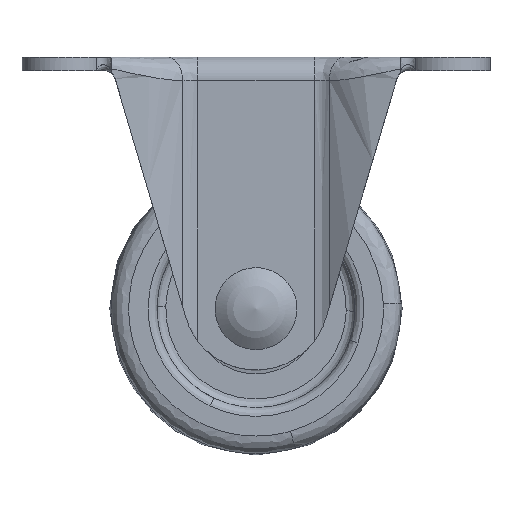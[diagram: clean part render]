
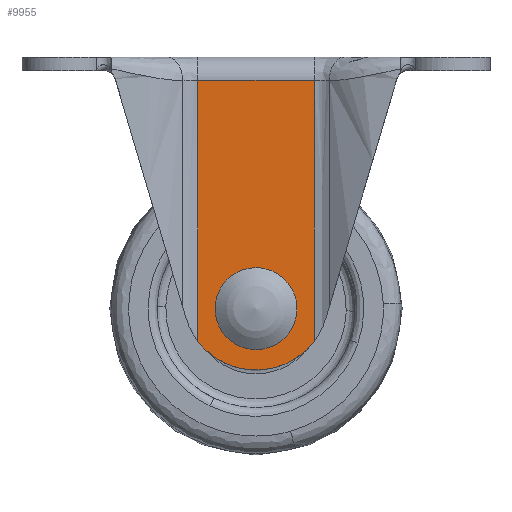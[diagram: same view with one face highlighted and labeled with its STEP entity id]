
A CAD part, front view. The second image highlights one B-rep face of the part: STEP entity #9955.
In plain terms, the highlighted free-form (B-spline) face has degree [1, 1] with [2, 2] control points.
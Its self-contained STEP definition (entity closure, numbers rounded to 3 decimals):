
#3637=CARTESIAN_POINT('',(-4.,-18.0,-42.965));
#3638=VERTEX_POINT('',#3637);
#3644=CARTESIAN_POINT('',(0.0,-18.0,-47.0));
#3645=VERTEX_POINT('',#3644);
#3646=CARTESIAN_POINT('',(-4.,-18.0,-42.965));
#3647=CARTESIAN_POINT('',(-4.0,-18.0,-42.983));
#3648=CARTESIAN_POINT('',(-4.0,-18.0,-43.0));
#3649=CARTESIAN_POINT('',(-4.,-18.,-47.));
#3650=CARTESIAN_POINT('',(0.0,-18.0,-47.0));
#3658=(BOUNDED_CURVE()B_SPLINE_CURVE(2,(#3646,#3647,#3648,#3649,#3650),.UNSPECIFIED.,.F.,.U.)B_SPLINE_CURVE_WITH_KNOTS((3,2,3),(0.248,0.25,0.5),.UNSPECIFIED.)CURVE()GEOMETRIC_REPRESENTATION_ITEM()RATIONAL_B_SPLINE_CURVE((0.996,0.998,1.0,0.707,1.0))REPRESENTATION_ITEM(''));
#3659=EDGE_CURVE('',#3638,#3645,#3658,.T.);
#3661=CARTESIAN_POINT('',(3.969,-18.0,-43.497));
#3662=VERTEX_POINT('',#3661);
#3663=CARTESIAN_POINT('',(0.0,-18.0,-47.0));
#3664=CARTESIAN_POINT('',(3.531,-18.,-47.));
#3665=CARTESIAN_POINT('',(3.969,-18.,-43.497));
#3673=(BOUNDED_CURVE()B_SPLINE_CURVE(2,(#3663,#3664,#3665),.UNSPECIFIED.,.F.,.U.)B_SPLINE_CURVE_WITH_KNOTS((3,3),(0.5,0.729),.UNSPECIFIED.)CURVE()GEOMETRIC_REPRESENTATION_ITEM()RATIONAL_B_SPLINE_CURVE((1.0,0.732,0.954))REPRESENTATION_ITEM(''));
#3674=EDGE_CURVE('',#3645,#3662,#3673,.T.);
#3724=CARTESIAN_POINT('',(0.0,-18.0,-39.));
#3725=VERTEX_POINT('',#3724);
#3726=CARTESIAN_POINT('',(3.969,-18.,-43.497));
#3727=CARTESIAN_POINT('',(4.0,-18.,-43.249));
#3728=CARTESIAN_POINT('',(4.0,-18.0,-43.0));
#3729=CARTESIAN_POINT('',(4.,-18.,-39.));
#3730=CARTESIAN_POINT('',(0.0,-18.0,-39.));
#3738=(BOUNDED_CURVE()B_SPLINE_CURVE(2,(#3726,#3727,#3728,#3729,#3730),.UNSPECIFIED.,.F.,.U.)B_SPLINE_CURVE_WITH_KNOTS((3,2,3),(0.729,0.75,1.0),.UNSPECIFIED.)CURVE()GEOMETRIC_REPRESENTATION_ITEM()RATIONAL_B_SPLINE_CURVE((0.954,0.975,1.0,0.707,1.0))REPRESENTATION_ITEM(''));
#3739=EDGE_CURVE('',#3662,#3725,#3738,.T.);
#3741=CARTESIAN_POINT('',(0.0,-18.0,-39.));
#3742=CARTESIAN_POINT('',(-3.965,-18.,-39.));
#3743=CARTESIAN_POINT('',(-4.,-18.,-42.965));
#3751=(BOUNDED_CURVE()B_SPLINE_CURVE(2,(#3741,#3742,#3743),.UNSPECIFIED.,.F.,.U.)B_SPLINE_CURVE_WITH_KNOTS((3,3),(0.0,0.248),.UNSPECIFIED.)CURVE()GEOMETRIC_REPRESENTATION_ITEM()RATIONAL_B_SPLINE_CURVE((1.0,0.709,0.996))REPRESENTATION_ITEM(''));
#3752=EDGE_CURVE('',#3725,#3638,#3751,.T.);
#6267=CARTESIAN_POINT('',(9.928,-18.0,-4.0));
#6268=VERTEX_POINT('',#6267);
#6328=CARTESIAN_POINT('',(-9.928,-18.0,-4.0));
#6329=VERTEX_POINT('',#6328);
#6343=CARTESIAN_POINT('',(9.928,-18.0,-4.0));
#6344=CARTESIAN_POINT('',(-9.928,-18.0,-4.0));
#6345=QUASI_UNIFORM_CURVE('',1,(#6343,#6344),.UNSPECIFIED.,.F.,.U.);
#6346=EDGE_CURVE('',#6268,#6329,#6345,.T.);
#8427=CARTESIAN_POINT('',(-9.928,-18.0,-48.595));
#8428=VERTEX_POINT('',#8427);
#8514=CARTESIAN_POINT('',(9.928,-18.0,-48.595));
#8515=VERTEX_POINT('',#8514);
#8531=CARTESIAN_POINT('',(-9.928,-18.0,-48.595));
#8532=CARTESIAN_POINT('',(-6.176,-18.,-53.5));
#8533=CARTESIAN_POINT('',(0.,-18.0,-53.5));
#8534=CARTESIAN_POINT('',(6.176,-18.,-53.5));
#8535=CARTESIAN_POINT('',(9.928,-18.0,-48.595));
#8543=(BOUNDED_CURVE()B_SPLINE_CURVE(2,(#8531,#8532,#8533,#8534,#8535),.UNSPECIFIED.,.F.,.U.)B_SPLINE_CURVE_WITH_KNOTS((3,2,3),(0.0,0.5,1.0),.UNSPECIFIED.)CURVE()GEOMETRIC_REPRESENTATION_ITEM()RATIONAL_B_SPLINE_CURVE((1.0,0.897,1.0,0.897,1.0))REPRESENTATION_ITEM(''));
#8544=EDGE_CURVE('',#8428,#8515,#8543,.T.);
#9333=CARTESIAN_POINT('',(9.928,-18.0,-48.595));
#9334=CARTESIAN_POINT('',(9.928,-18.0,-4.0));
#9335=QUASI_UNIFORM_CURVE('',1,(#9333,#9334),.UNSPECIFIED.,.F.,.U.);
#9336=EDGE_CURVE('',#8515,#6268,#9335,.T.);
#9357=CARTESIAN_POINT('',(-9.928,-18.0,-48.595));
#9358=CARTESIAN_POINT('',(-9.928,-18.0,-4.0));
#9359=QUASI_UNIFORM_CURVE('',1,(#9357,#9358),.UNSPECIFIED.,.F.,.U.);
#9360=EDGE_CURVE('',#8428,#6329,#9359,.T.);
#9938=CARTESIAN_POINT('',(-10.92,-18.0,-55.973));
#9939=CARTESIAN_POINT('',(-10.92,-18.0,-1.527));
#9940=CARTESIAN_POINT('',(10.92,-18.0,-55.973));
#9941=CARTESIAN_POINT('',(10.92,-18.0,-1.527));
#9942=B_SPLINE_SURFACE_WITH_KNOTS('',1,1,((#9938,#9940),(#9939,#9941)),.UNSPECIFIED.,.F.,.F.,.U.,(2,2),(2,2),(0.0,54.445),(0.0,21.84),.UNSPECIFIED.);
#9943=ORIENTED_EDGE('',*,*,#9336,.T.);
#9944=ORIENTED_EDGE('',*,*,#6346,.T.);
#9945=ORIENTED_EDGE('',*,*,#9360,.F.);
#9946=ORIENTED_EDGE('',*,*,#8544,.T.);
#9947=EDGE_LOOP('',(#9943,#9944,#9945,#9946));
#9948=FACE_OUTER_BOUND('',#9947,.T.);
#9949=ORIENTED_EDGE('',*,*,#3752,.F.);
#9950=ORIENTED_EDGE('',*,*,#3739,.F.);
#9951=ORIENTED_EDGE('',*,*,#3674,.F.);
#9952=ORIENTED_EDGE('',*,*,#3659,.F.);
#9953=EDGE_LOOP('',(#9949,#9950,#9951,#9952));
#9954=FACE_BOUND('',#9953,.T.);
#9955=ADVANCED_FACE('',(#9948,#9954),#9942,.F.);
